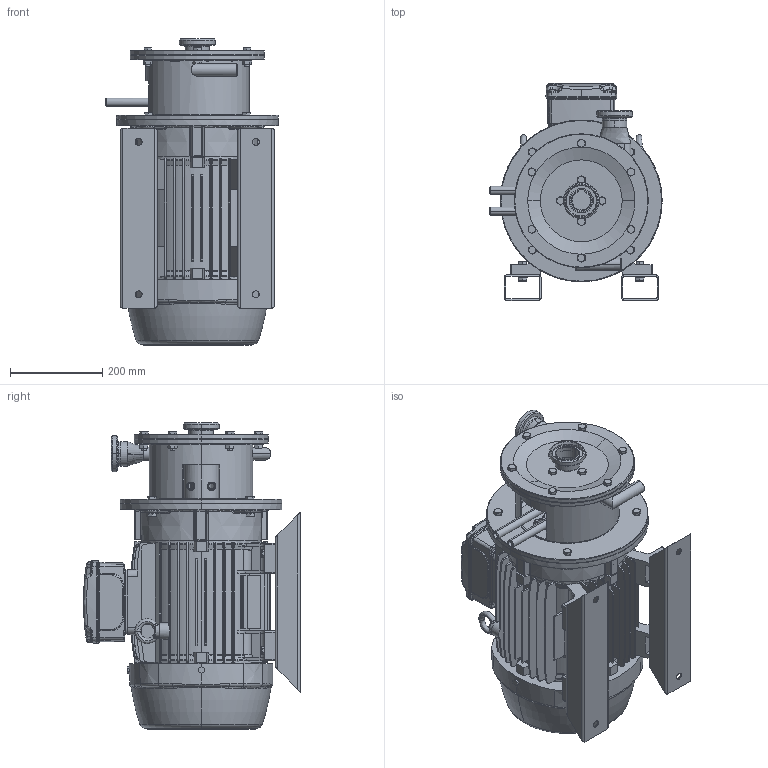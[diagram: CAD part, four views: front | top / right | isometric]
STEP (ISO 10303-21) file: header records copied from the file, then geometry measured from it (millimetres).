
FILE_DESCRIPTION (( 'STEP AP214' ), '1' );
FILE_NAME ('Ñáîðêà ÐÏÀ 15-5-15,0.STEP', '2018-07-25T11:11:29', ( 'ÌÅÊ' ), ( '' ), 'SwSTEP 2.0', 'SolidWorks 2016', '' );
FILE_SCHEMA (( 'AUTOMOTIVE_DESIGN' ));
Length unit declared in the file: millimetre
Products named in the file (13): Ðàìà 160 (15êÂò); Øòóöåð ñëèâíîé ÐÏÀ 15-5-7,5; 砐鳱鍱 羼 50 (15-5-15,0); Îòâîä Äó 50 (15-5-15,0); Ïàòðóáîê íàïîðíûé ÐÏÀ 15-5-15,0; Êðûøêà ÐÏÀ 15-5-15,0; Êîðïóñ íàñîñà ÐÏÀ 15-5-15,0; 160M_TOP; Ãàéêà; ﾘ琺矜; Áîëò Ì10 (ìàë); Áîëò Ì10 (äë); Ñáîðêà ÐÏÀ 15-5-15,0
Assembly tree (55 placements, depth 2):
  Ñáîðêà ÐÏÀ 15-5-15,0
    Áîëò Ì10 (äë)  x14
    Áîëò Ì10 (ìàë)  x4
    ﾘ琺矜  x14
    Ãàéêà  x14
    160M_TOP
    Êîðïóñ íàñîñà ÐÏÀ 15-5-15,0
    Êðûøêà ÐÏÀ 15-5-15,0
    Ïàòðóáîê íàïîðíûé ÐÏÀ 15-5-15,0
    Îòâîä Äó 50 (15-5-15,0)
    砐鳱鍱 羼 50 (15-5-15,0)
    Øòóöåð ñëèâíîé ÐÏÀ 15-5-7,5
    Ðàìà 160 (15êÂò)  x2
Bounding box: 373 x 469.5 x 662.9 mm (x, y, z)
Volume: 34794534.3 mm3; surface area: 2428634.4 mm2
Topology: 53 solids, 62 shells, 3059 faces, 7630 edges, 4721 vertices
Faces by surface type: plane 1111, cylinder 763, cone 633, torus 278, bspline 252, sphere 22
Entity records: 108091 total; most frequent: CARTESIAN_POINT 31934, ORIENTED_EDGE 11856, DIRECTION 11024, EDGE_CURVE 5940, AXIS2_PLACEMENT_3D 4243, VERTEX_POINT 3743, VECTOR 2538, LINE 2538
